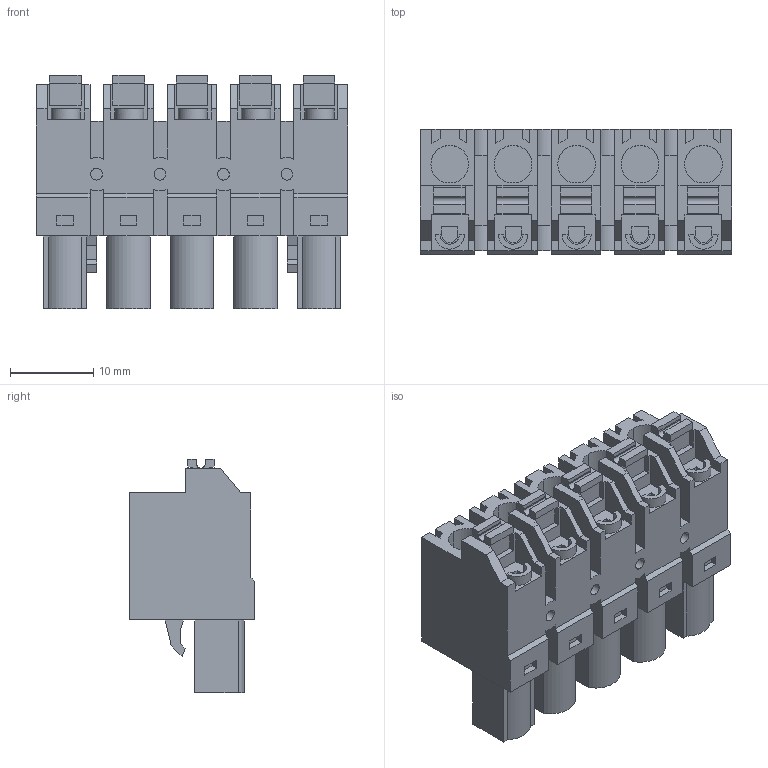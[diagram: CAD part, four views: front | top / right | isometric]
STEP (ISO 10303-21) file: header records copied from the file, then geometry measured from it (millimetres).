
FILE_DESCRIPTION(('CATIA V5 STEP Exchange','CAx-IF Rec.Pracs.--- Model Styling and Organization---1.2---2011-12-15'),'2;1');
FILE_NAME ('D1447616_0_1043820000_1043820000.stp','2017-04-08T12:36:25+00:00',('none'),('Weidmueller'),'CATIA Version 5-6 Release 2014','CATIA V5 STEP AP214','none');
FILE_SCHEMA(('AUTOMOTIVE_DESIGN { 1 0 10303 214 1 1 1 1 }'));
Length unit declared in the file: millimetre
Products named in the file (1): 1043820000
Bounding box: 37.42 x 15.05 x 28.07 mm (x, y, z)
Volume: 8792.4 mm3; surface area: 5939.3 mm2
Topology: 6 solids, 6 shells, 499 faces, 1406 edges, 964 vertices
Faces by surface type: plane 402, cylinder 93, extrusion 4
Entity records: 15730 total; most frequent: CARTESIAN_POINT 3363, ORIENTED_EDGE 2812, DIRECTION 2067, EDGE_CURVE 1406, VECTOR 1152, LINE 1148, VERTEX_POINT 964, AXIS2_PLACEMENT_3D 562
